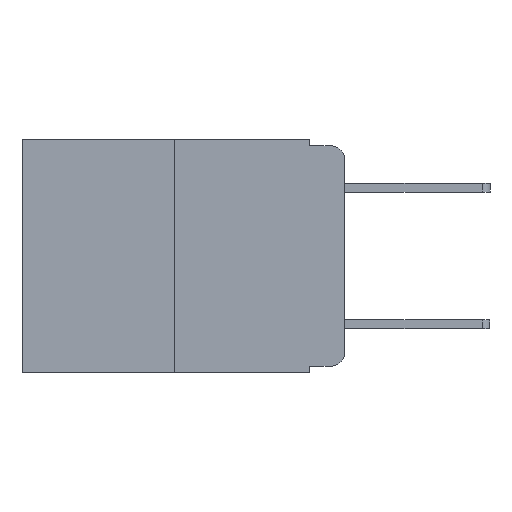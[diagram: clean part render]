
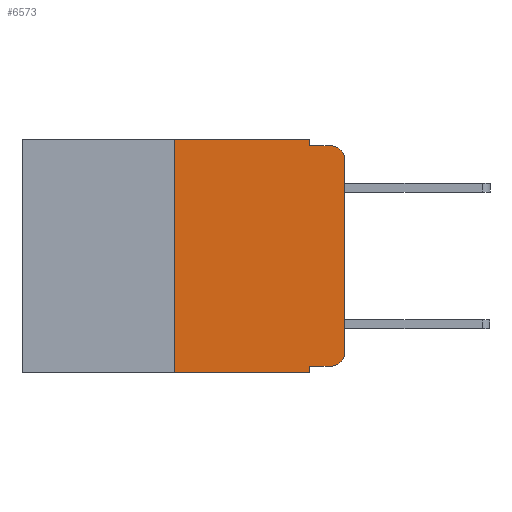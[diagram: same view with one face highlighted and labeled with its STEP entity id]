
A CAD part, left-side view. The second image highlights one B-rep face of the part: STEP entity #6573.
In plain terms, the highlighted planar face has unit normal (-1, 0, 0).
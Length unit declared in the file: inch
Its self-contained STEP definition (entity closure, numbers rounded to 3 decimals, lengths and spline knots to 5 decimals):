
#82 = EDGE_CURVE ( 'NONE', #22214, #13393, #19837, .T. ) ;
#574 = CARTESIAN_POINT ( 'NONE',  ( 0., 0.02, -0.01 ) ) ;
#601 = EDGE_CURVE ( 'NONE', #17620, #4075, #23147, .T. ) ;
#931 = FACE_OUTER_BOUND ( 'NONE', #8496, .T. ) ;
#1056 = AXIS2_PLACEMENT_3D ( 'NONE', #25342, #23390, #12595 ) ;
#1711 = DIRECTION ( 'NONE',  ( -1., 0., 0. ) ) ;
#1786 = VECTOR ( 'NONE', #12150, 39.37008 ) ;
#2190 = EDGE_CURVE ( 'NONE', #13393, #22318, #17945, .T. ) ;
#2250 = VECTOR ( 'NONE', #11597, 39.37008 ) ;
#2689 = AXIS2_PLACEMENT_3D ( 'NONE', #14471, #18372, #6616 ) ;
#3111 = CARTESIAN_POINT ( 'NONE',  ( 0., 0.051, -0.01 ) ) ;
#3758 = CARTESIAN_POINT ( 'NONE',  ( 0., 0.02, -0.333 ) ) ;
#3949 = CARTESIAN_POINT ( 'NONE',  ( 0., 0.473, -0.343 ) ) ;
#4075 = VERTEX_POINT ( 'NONE', #24090 ) ;
#4087 = VERTEX_POINT ( 'NONE', #18319 ) ;
#4183 = CARTESIAN_POINT ( 'NONE',  ( 0., 0.051, 0. ) ) ;
#4471 = VECTOR ( 'NONE', #22317, 39.37008 ) ;
#4532 = ORIENTED_EDGE ( 'NONE', *, *, #17877, .F. ) ;
#4625 = PLANE ( 'NONE',  #2689 ) ;
#5896 = VERTEX_POINT ( 'NONE', #12348 ) ;
#6573 = ADVANCED_FACE ( 'NONE', ( #931 ), #4625, .F. ) ;
#6616 = DIRECTION ( 'NONE',  ( 0., 0., -1. ) ) ;
#6658 = LINE ( 'NONE', #3949, #21652 ) ;
#7006 = ORIENTED_EDGE ( 'NONE', *, *, #10817, .F. ) ;
#7676 = CARTESIAN_POINT ( 'NONE',  ( 0., 0.25, 0. ) ) ;
#8496 = EDGE_LOOP ( 'NONE', ( #19210, #22266, #18091, #7006, #21396, #4532, #19578, #8545, #18370, #11940 ) ) ;
#8545 = ORIENTED_EDGE ( 'NONE', *, *, #9137, .F. ) ;
#8668 = VECTOR ( 'NONE', #15533, 39.37008 ) ;
#9137 = EDGE_CURVE ( 'NONE', #9882, #4087, #9716, .T. ) ;
#9716 = LINE ( 'NONE', #20451, #4471 ) ;
#9828 = AXIS2_PLACEMENT_3D ( 'NONE', #13607, #1711, #15568 ) ;
#9882 = VERTEX_POINT ( 'NONE', #10958 ) ;
#10675 = DIRECTION ( 'NONE',  ( 0., 0., 1. ) ) ;
#10817 = EDGE_CURVE ( 'NONE', #4075, #19685, #12110, .T. ) ;
#10958 = CARTESIAN_POINT ( 'NONE',  ( 0., 0.051, -0.333 ) ) ;
#11147 = EDGE_CURVE ( 'NONE', #19685, #15086, #20327, .T. ) ;
#11310 = CARTESIAN_POINT ( 'NONE',  ( 0., 0.051, -0.01 ) ) ;
#11597 = DIRECTION ( 'NONE',  ( 0., -1., 0. ) ) ;
#11940 = ORIENTED_EDGE ( 'NONE', *, *, #82, .T. ) ;
#12110 = LINE ( 'NONE', #4183, #22469 ) ;
#12150 = DIRECTION ( 'NONE',  ( 0., -1., 0. ) ) ;
#12348 = CARTESIAN_POINT ( 'NONE',  ( 0., 0.25, -0.343 ) ) ;
#12595 = DIRECTION ( 'NONE',  ( 0., 0., -1. ) ) ;
#12748 = VECTOR ( 'NONE', #10675, 39.37008 ) ;
#13393 = VERTEX_POINT ( 'NONE', #15233 ) ;
#13607 = CARTESIAN_POINT ( 'NONE',  ( 0., 0.02, -0.03 ) ) ;
#14471 = CARTESIAN_POINT ( 'NONE',  ( 0., 0.473, 0. ) ) ;
#14624 = CARTESIAN_POINT ( 'NONE',  ( 0., 0.25, 0. ) ) ;
#14960 = DIRECTION ( 'NONE',  ( 0., -1., 0. ) ) ;
#15086 = VERTEX_POINT ( 'NONE', #574 ) ;
#15233 = CARTESIAN_POINT ( 'NONE',  ( 0., 0., -0.313 ) ) ;
#15268 = CARTESIAN_POINT ( 'NONE',  ( 0., 0., 0. ) ) ;
#15533 = DIRECTION ( 'NONE',  ( 0., 0., 1. ) ) ;
#15568 = DIRECTION ( 'NONE',  ( 0., 0., -1. ) ) ;
#17240 = EDGE_CURVE ( 'NONE', #22318, #15086, #17626, .T. ) ;
#17620 = VERTEX_POINT ( 'NONE', #14624 ) ;
#17626 = CIRCLE ( 'NONE', #9828, 0.02 ) ;
#17877 = EDGE_CURVE ( 'NONE', #5896, #17620, #24275, .T. ) ;
#17945 = LINE ( 'NONE', #15268, #12748 ) ;
#17950 = DIRECTION ( 'NONE',  ( 0., 0., -1. ) ) ;
#18091 = ORIENTED_EDGE ( 'NONE', *, *, #11147, .F. ) ;
#18319 = CARTESIAN_POINT ( 'NONE',  ( 0., 0.051, -0.343 ) ) ;
#18370 = ORIENTED_EDGE ( 'NONE', *, *, #18676, .T. ) ;
#18372 = DIRECTION ( 'NONE',  ( 1., 0., 0. ) ) ;
#18676 = EDGE_CURVE ( 'NONE', #9882, #22214, #21469, .T. ) ;
#19210 = ORIENTED_EDGE ( 'NONE', *, *, #2190, .T. ) ;
#19578 = ORIENTED_EDGE ( 'NONE', *, *, #22291, .T. ) ;
#19685 = VERTEX_POINT ( 'NONE', #11310 ) ;
#19837 = CIRCLE ( 'NONE', #1056, 0.02 ) ;
#20327 = LINE ( 'NONE', #3111, #21533 ) ;
#20451 = CARTESIAN_POINT ( 'NONE',  ( 0., 0.051, 0. ) ) ;
#21046 = CARTESIAN_POINT ( 'NONE',  ( 0., 0.473, 0. ) ) ;
#21396 = ORIENTED_EDGE ( 'NONE', *, *, #601, .F. ) ;
#21469 = LINE ( 'NONE', #23827, #1786 ) ;
#21533 = VECTOR ( 'NONE', #14960, 39.37008 ) ;
#21616 = DIRECTION ( 'NONE',  ( 0., -1., 0. ) ) ;
#21652 = VECTOR ( 'NONE', #21616, 39.37008 ) ;
#22214 = VERTEX_POINT ( 'NONE', #3758 ) ;
#22266 = ORIENTED_EDGE ( 'NONE', *, *, #17240, .T. ) ;
#22291 = EDGE_CURVE ( 'NONE', #5896, #4087, #6658, .T. ) ;
#22317 = DIRECTION ( 'NONE',  ( 0., 0., -1. ) ) ;
#22318 = VERTEX_POINT ( 'NONE', #23668 ) ;
#22469 = VECTOR ( 'NONE', #17950, 39.37008 ) ;
#23147 = LINE ( 'NONE', #21046, #2250 ) ;
#23390 = DIRECTION ( 'NONE',  ( -1., 0., 0. ) ) ;
#23668 = CARTESIAN_POINT ( 'NONE',  ( 0., 0., -0.03 ) ) ;
#23827 = CARTESIAN_POINT ( 'NONE',  ( 0., 0.051, -0.333 ) ) ;
#24090 = CARTESIAN_POINT ( 'NONE',  ( 0., 0.051, 0. ) ) ;
#24275 = LINE ( 'NONE', #7676, #8668 ) ;
#25342 = CARTESIAN_POINT ( 'NONE',  ( 0., 0.02, -0.313 ) ) ;
